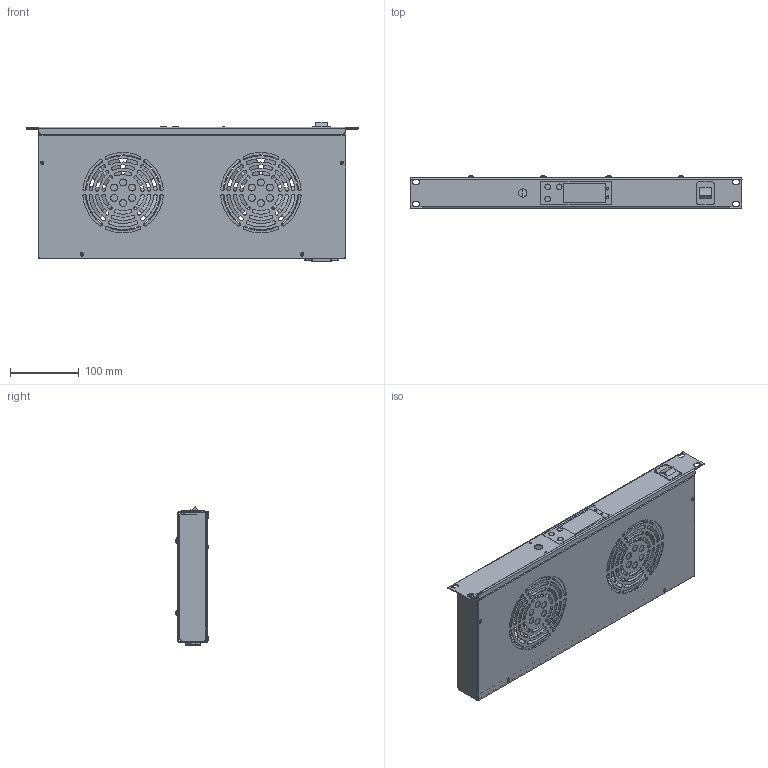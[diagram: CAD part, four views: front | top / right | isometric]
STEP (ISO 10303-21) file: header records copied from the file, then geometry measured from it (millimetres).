
FILE_DESCRIPTION (( 'STEP AP214' ), '1' );
FILE_NAME ('LC-2FRM1UTC-110V_3D.step', '2024-01-19T22:43:19', ( '' ), ( '' ), 'SwSTEP 2.0', 'SolidWorks 2022', '' );
FILE_SCHEMA (( 'AUTOMOTIVE_DESIGN' ));
Length unit declared in the file: millimetre
Products named in the file (8): pwr entry mod^LC-2FRM1UTC-110V; pan head cross recess screw_iso_ISO 7045 - M4 x 16 - Z - 16N; fan^LC-2FRM1UTC-110V; cover^LC-2FRM1UTC-110V; encl^LC-2FRM1UTC-110V; switch^LC-2FRM1UTC-110V; LC-2FRM1UTC-110V_3D; countersunk flat head cross recess screw_iso_ISO 7046-1 - M2.5 x 6 - Z - 6N
Assembly tree (18 placements, depth 2):
  LC-2FRM1UTC-110V_3D
    encl^LC-2FRM1UTC-110V
    fan^LC-2FRM1UTC-110V  x2
    cover^LC-2FRM1UTC-110V
    switch^LC-2FRM1UTC-110V
    pwr entry mod^LC-2FRM1UTC-110V
    pan head cross recess screw_iso_ISO 7045 - M4 x 16 - Z - 16N  x8
    countersunk flat head cross recess screw_iso_ISO 7046-1 - M2.5 x 6 - Z - 6N  x4
Bounding box: 482 x 47.02 x 202.2 mm (x, y, z)
Volume: 672552.7 mm3; surface area: 578785.9 mm2
Topology: 18 solids, 18 shells, 1708 faces, 4565 edges, 2902 vertices
Faces by surface type: cylinder 912, plane 536, cone 128, bspline 76, torus 40, sphere 16
Entity records: 49963 total; most frequent: CARTESIAN_POINT 16832, DIRECTION 7241, ORIENTED_EDGE 6690, EDGE_CURVE 3345, AXIS2_PLACEMENT_3D 2877, VERTEX_POINT 2163, CIRCLE 1672, EDGE_LOOP 1586
